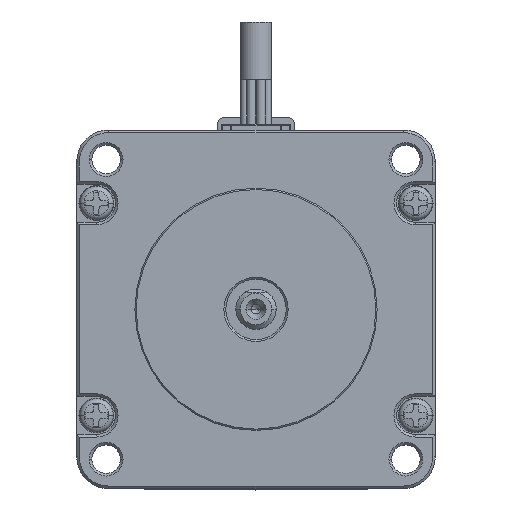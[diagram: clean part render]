
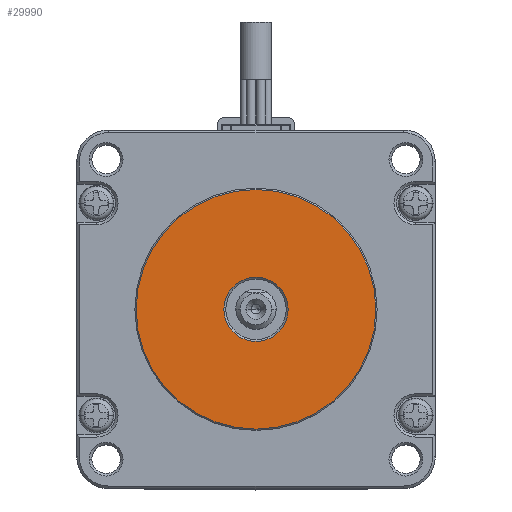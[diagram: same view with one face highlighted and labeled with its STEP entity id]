
A CAD part, top view. The second image highlights one B-rep face of the part: STEP entity #29990.
In plain terms, the highlighted planar face has unit normal (0, 0, 1).
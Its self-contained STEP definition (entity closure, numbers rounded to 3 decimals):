
#29640=CARTESIAN_POINT('',(-19.076,-19.076,1.6));
#29650=DIRECTION('',(0.,0.,1.));
#29660=DIRECTION('',(1.,0.,-0.));
#29670=AXIS2_PLACEMENT_3D('',#29640,#29650,#29660);
#29680=PLANE('',#29670);
#29690=CARTESIAN_POINT('',(0.,0.,
1.6));
#29700=DIRECTION('',(-0.,-0.,1.));
#29710=DIRECTION('',(-1.,0.,-0.));
#29720=AXIS2_PLACEMENT_3D('',#29690,#29700,#29710);
#29730=CIRCLE('',#29720,18.85);
#29740=CARTESIAN_POINT('',(18.85,0.,1.6));
#29750=VERTEX_POINT('',#29740);
#29760=CARTESIAN_POINT('',(-18.85,0.,1.6));
#29770=VERTEX_POINT('',#29760);
#29780=EDGE_CURVE('',#29750,#29770,#29730,.T.);
#29790=ORIENTED_EDGE('',*,*,#29780,.T.);
#29800=EDGE_CURVE('',#29770,#29750,#29730,.T.);
#29810=ORIENTED_EDGE('',*,*,#29800,.T.);
#29820=EDGE_LOOP('',(#29810,#29790));
#29830=FACE_OUTER_BOUND('',#29820,.T.);
#29840=CARTESIAN_POINT('',(0.,0.,1.6)
);
#29850=DIRECTION('',(-0.,-0.,-1.));
#29860=DIRECTION('',(1.,0.,0.));
#29870=AXIS2_PLACEMENT_3D('',#29840,#29850,#29860);
#29880=CIRCLE('',#29870,5.05);
#29890=CARTESIAN_POINT('',(5.05,0.,
1.6));
#29900=VERTEX_POINT('',#29890);
#29910=CARTESIAN_POINT('',(-5.05,0.,1.6))
;
#29920=VERTEX_POINT('',#29910);
#29930=EDGE_CURVE('',#29900,#29920,#29880,.T.);
#29940=ORIENTED_EDGE('',*,*,#29930,.T.);
#29950=EDGE_CURVE('',#29920,#29900,#29880,.T.);
#29960=ORIENTED_EDGE('',*,*,#29950,.T.);
#29970=EDGE_LOOP('',(#29960,#29940));
#29980=FACE_BOUND('',#29970,.T.);
#29990=ADVANCED_FACE('',(#29830,#29980),#29680,.T.);
